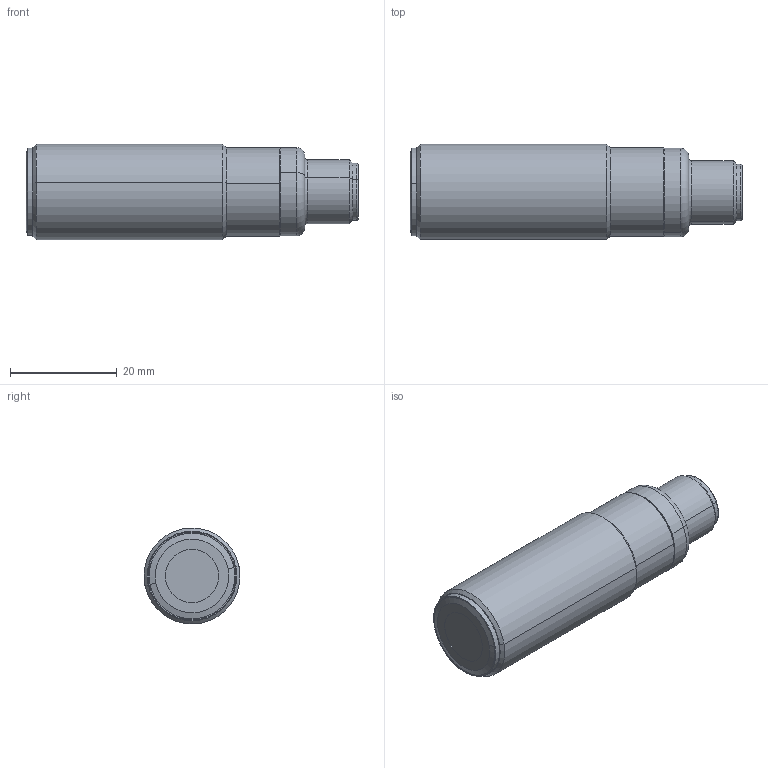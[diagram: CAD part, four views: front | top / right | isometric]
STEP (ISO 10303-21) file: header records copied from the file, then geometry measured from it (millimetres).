
FILE_DESCRIPTION((''),'2;1');
FILE_NAME('DM_CAD-2487_SW0001','2017-01-16T',('creinig-se'),(''),'PRO/ENGINEER BY PARAMETRIC TECHNOLOGY CORPORATION, 2015440','PRO/ENGINEER BY PARAMETRIC TECHNOLOGY CORPORATION, 2015440','');
FILE_SCHEMA(('CONFIG_CONTROL_DESIGN'));
Length unit declared in the file: millimetre
Products named in the file (1): DM_CAD-2487_SW0001
Bounding box: 62.25 x 17.99 x 17.99 mm (x, y, z)
Volume: 12873.8 mm3; surface area: 4444.5 mm2
Topology: 1 solids, 1 shells, 109 faces, 248 edges, 155 vertices
Faces by surface type: cylinder 52, plane 22, cone 12, torus 12, bspline 11
Entity records: 4300 total; most frequent: CARTESIAN_POINT 911, DIRECTION 601, ORIENTED_EDGE 496, AXIS2_PLACEMENT_3D 263, EDGE_CURVE 248, CIRCLE 165, VERTEX_POINT 155, EDGE_LOOP 123
